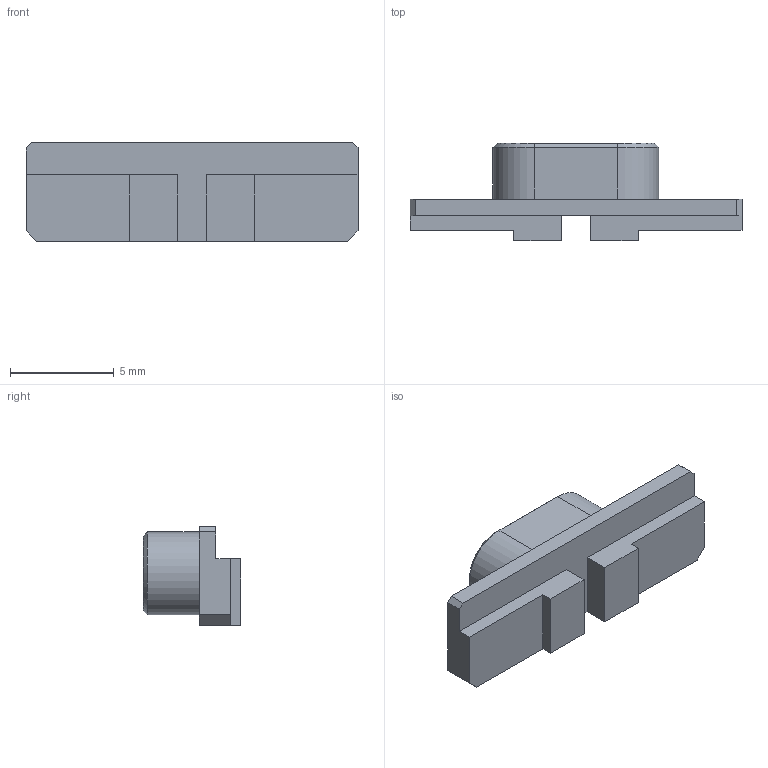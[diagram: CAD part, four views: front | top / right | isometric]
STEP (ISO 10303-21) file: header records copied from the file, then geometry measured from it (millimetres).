
FILE_DESCRIPTION (( 'STEP AP203' ), '1' );
FILE_NAME ('NEO-05.STEP', '2018-05-29T13:14:25', ( '' ), ( '' ), 'SwSTEP 2.0', 'SolidWorks 2010', '' );
FILE_SCHEMA (( 'CONFIG_CONTROL_DESIGN' ));
Length unit declared in the file: millimetre
Products named in the file (1): NEO-05
Bounding box: 16 x 4.7 x 4.75 mm (x, y, z)
Volume: 177.2 mm3; surface area: 276.9 mm2
Topology: 1 solids, 1 shells, 29 faces, 74 edges, 48 vertices
Faces by surface type: plane 25, cone 2, cylinder 2
Entity records: 939 total; most frequent: CARTESIAN_POINT 152, ORIENTED_EDGE 148, DIRECTION 140, EDGE_CURVE 74, LINE 68, VECTOR 68, VERTEX_POINT 48, AXIS2_PLACEMENT_3D 36
